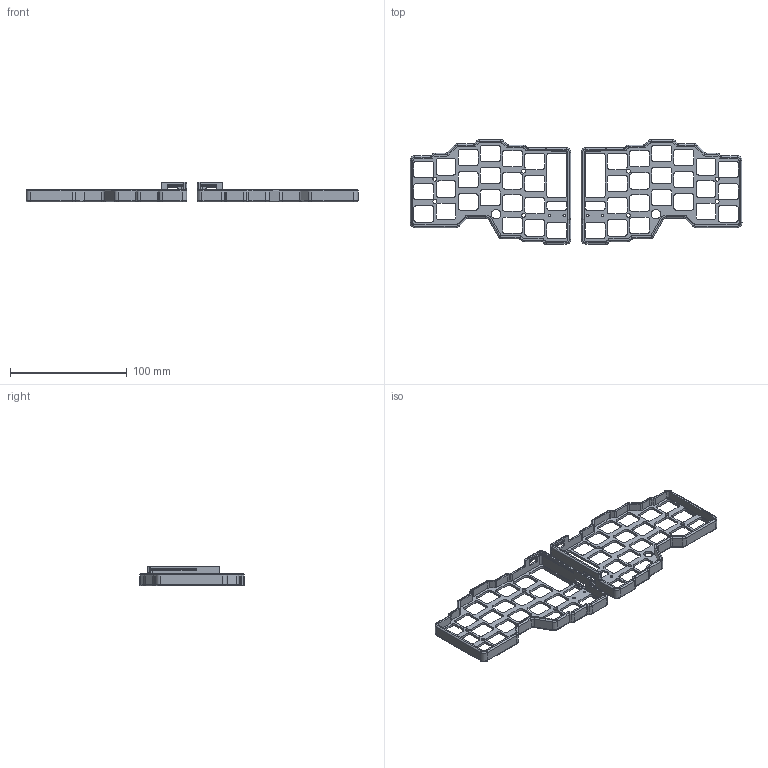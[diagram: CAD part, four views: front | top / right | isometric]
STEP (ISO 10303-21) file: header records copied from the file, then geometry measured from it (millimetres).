
FILE_DESCRIPTION(/* description */ (''),/* implementation_level */ '2;1');
FILE_NAME(/* name */ 'mriya-bumper-sla-v1.14.step',/* time_stamp */ '2024-09-22T10:27:57+03:00',/* author */ (''),/* organization */ (''),/* preprocessor_version */ 'ST-DEVELOPER v20',/* originating_system */ 'Autodesk Translation Framework v13.14.0.145',/* authorisation */ '');
FILE_SCHEMA (('AUTOMOTIVE_DESIGN { 1 0 10303 214 3 1 1 }'));
Length unit declared in the file: millimetre
Products named in the file (1): mriya-bumper-sla
Bounding box: 284.4 x 89.5 x 17 mm (x, y, z)
Volume: 36949.7 mm3; surface area: 40620.6 mm2
Topology: 2 solids, 2 shells, 1022 faces, 2788 edges, 1776 vertices
Faces by surface type: cylinder 502, plane 386, torus 100, bspline 34
Full cylindrical faces by diameter (mm): 2.2 x4, 3.3 x8, 4.1 x4, 8 x2
Entity records: 33463 total; most frequent: CARTESIAN_POINT 6495, DIRECTION 5888, ORIENTED_EDGE 5568, EDGE_CURVE 2784, AXIS2_PLACEMENT_3D 2131, VERTEX_POINT 1776, LINE 1626, VECTOR 1626
